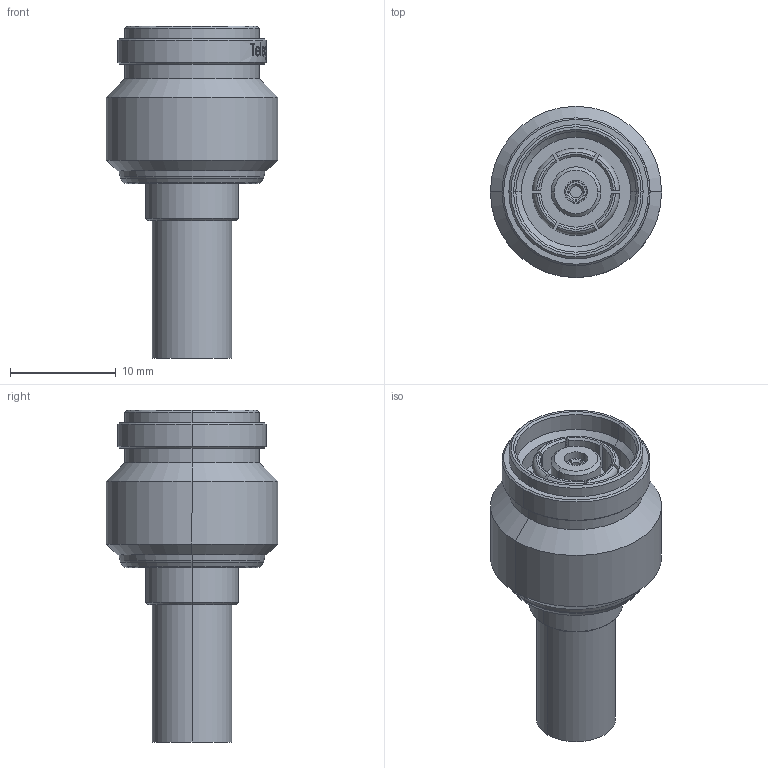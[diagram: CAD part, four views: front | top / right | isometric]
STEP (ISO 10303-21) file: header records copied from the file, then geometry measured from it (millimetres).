
FILE_DESCRIPTION (( 'STEP AP214' ), '1' );
FILE_NAME ('J01010R0005.STEP', '2018-11-12T15:10:00', ( '' ), ( '' ), 'SwSTEP 2.0', 'SolidWorks 2017', '' );
FILE_SCHEMA (( 'AUTOMOTIVE_DESIGN' ));
Length unit declared in the file: millimetre
Products named in the file (1): J01010R0005
Bounding box: 16.2 x 16.2 x 31.4 mm (x, y, z)
Volume: 2761 mm3; surface area: 2067.6 mm2
Topology: 1 solids, 1 shells, 298 faces, 743 edges, 484 vertices
Faces by surface type: plane 101, bspline 83, cylinder 66, cone 40, torus 8
Entity records: 17655 total; most frequent: CARTESIAN_POINT 7978, ORIENTED_EDGE 1486, DIRECTION 1054, EDGE_CURVE 743, VERTEX_POINT 484, AXIS2_PLACEMENT_3D 406, EDGE_LOOP 335, B_SPLINE_CURVE_WITH_KNOTS 303
